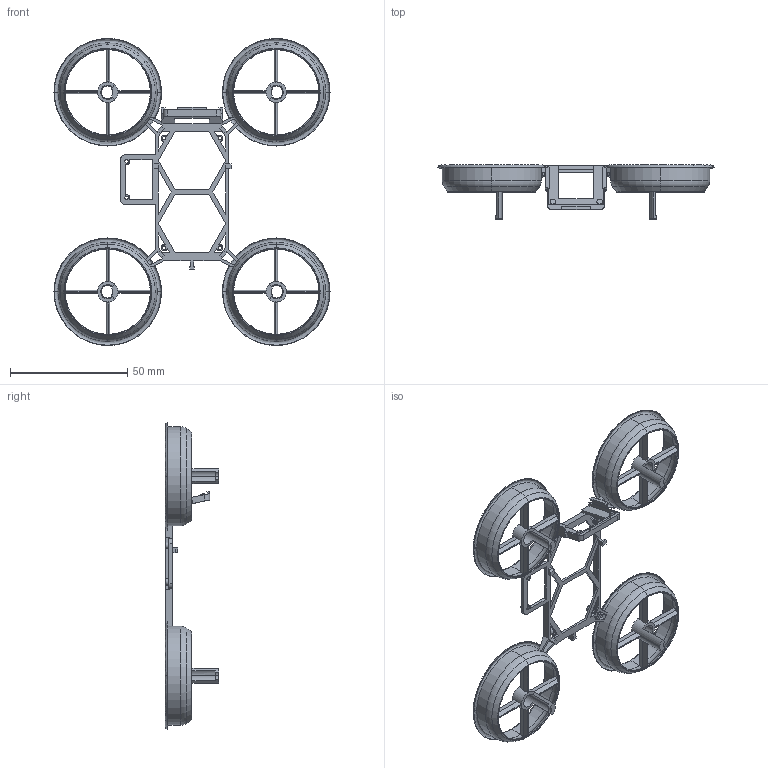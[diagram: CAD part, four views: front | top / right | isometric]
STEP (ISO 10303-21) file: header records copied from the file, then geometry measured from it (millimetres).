
FILE_DESCRIPTION (( 'STEP AP214' ), '1' );
FILE_NAME ('Drone_frame_v2.STEP', '2023-03-15T15:43:55', ( '' ), ( '' ), 'SwSTEP 2.0', 'SolidWorks 2020', '' );
FILE_SCHEMA (( 'AUTOMOTIVE_DESIGN' ));
Length unit declared in the file: millimetre
Products named in the file (1): Drone_frame_v2
Bounding box: 117.7 x 22.94 x 130.95 mm (x, y, z)
Volume: 9757.9 mm3; surface area: 23122.3 mm2
Topology: 1 solids, 1 shells, 580 faces, 1805 edges, 1187 vertices
Faces by surface type: plane 252, cylinder 214, torus 66, cone 32, bspline 16
Entity records: 21684 total; most frequent: CARTESIAN_POINT 6049, ORIENTED_EDGE 3610, DIRECTION 2904, EDGE_CURVE 1805, VERTEX_POINT 1187, AXIS2_PLACEMENT_3D 1012, LINE 880, VECTOR 880
